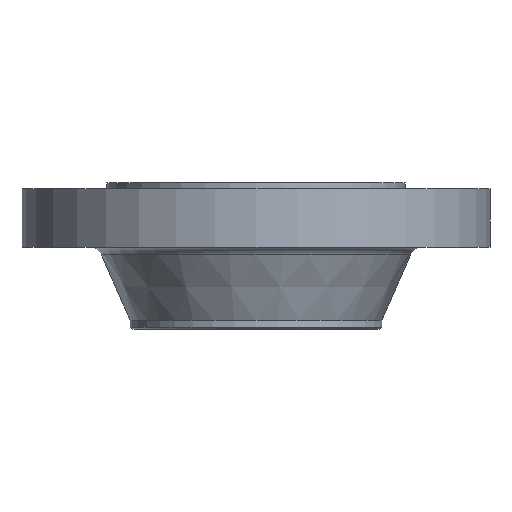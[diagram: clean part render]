
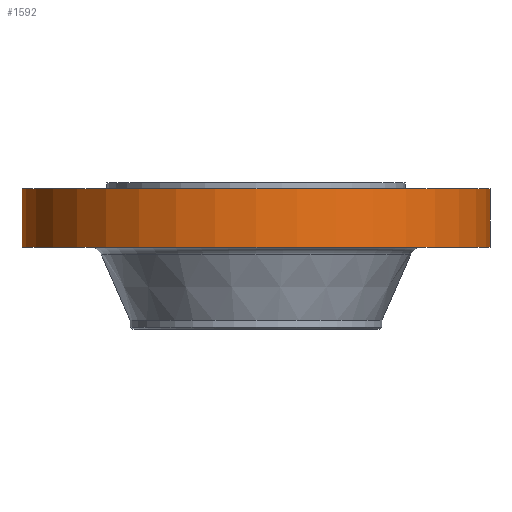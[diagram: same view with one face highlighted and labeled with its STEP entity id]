
A CAD part, front view. The second image highlights one B-rep face of the part: STEP entity #1592.
In plain terms, the highlighted cylindrical face has radius 254 mm (diameter 508 mm), a partial arc.
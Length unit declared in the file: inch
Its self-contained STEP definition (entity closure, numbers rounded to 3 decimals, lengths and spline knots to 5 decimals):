
#1 = CARTESIAN_POINT ( 'NONE',  ( 0., 0., -2.75 ) ) ;
#18 = VECTOR ( 'NONE', #495, 39.37008 ) ;
#72 = VERTEX_POINT ( 'NONE', #1389 ) ;
#139 = VERTEX_POINT ( 'NONE', #1029 ) ;
#156 = ORIENTED_EDGE ( 'NONE', *, *, #1587, .T. ) ;
#255 = AXIS2_PLACEMENT_3D ( 'NONE', #1356, #821, #680 ) ;
#269 = CYLINDRICAL_SURFACE ( 'NONE', #255, 10. ) ;
#273 = ORIENTED_EDGE ( 'NONE', *, *, #696, .F. ) ;
#399 = EDGE_LOOP ( 'NONE', ( #273, #156, #1381, #514 ) ) ;
#495 = DIRECTION ( 'NONE',  ( 0., 0., 1. ) ) ;
#512 = AXIS2_PLACEMENT_3D ( 'NONE', #1, #662, #1193 ) ;
#514 = ORIENTED_EDGE ( 'NONE', *, *, #1089, .F. ) ;
#527 = DIRECTION ( 'NONE',  ( 0., 0., 1. ) ) ;
#536 = FACE_OUTER_BOUND ( 'NONE', #399, .T. ) ;
#616 = CARTESIAN_POINT ( 'NONE',  ( -10., 0., 0. ) ) ;
#662 = DIRECTION ( 'NONE',  ( 0., 0., 1. ) ) ;
#666 = DIRECTION ( 'NONE',  ( 0., 0., 1. ) ) ;
#680 = DIRECTION ( 'NONE',  ( 1., 0., 0. ) ) ;
#690 = LINE ( 'NONE', #970, #984 ) ;
#696 = EDGE_CURVE ( 'NONE', #969, #72, #1557, .T. ) ;
#821 = DIRECTION ( 'NONE',  ( 0., 0., 1. ) ) ;
#969 = VERTEX_POINT ( 'NONE', #1399 ) ;
#970 = CARTESIAN_POINT ( 'NONE',  ( 10., 0., 0. ) ) ;
#984 = VECTOR ( 'NONE', #527, 39.37008 ) ;
#993 = CARTESIAN_POINT ( 'NONE',  ( 10., 0., -0.25 ) ) ;
#1029 = CARTESIAN_POINT ( 'NONE',  ( 10., 0., -2.75 ) ) ;
#1051 = VERTEX_POINT ( 'NONE', #993 ) ;
#1061 = CARTESIAN_POINT ( 'NONE',  ( 0., 0., -0.25 ) ) ;
#1089 = EDGE_CURVE ( 'NONE', #72, #1051, #1624, .T. ) ;
#1090 = AXIS2_PLACEMENT_3D ( 'NONE', #1061, #666, #1347 ) ;
#1193 = DIRECTION ( 'NONE',  ( 1., 0., 0. ) ) ;
#1268 = CIRCLE ( 'NONE', #512, 10. ) ;
#1347 = DIRECTION ( 'NONE',  ( 1., 0., 0. ) ) ;
#1356 = CARTESIAN_POINT ( 'NONE',  ( 0., 0., 0. ) ) ;
#1381 = ORIENTED_EDGE ( 'NONE', *, *, #1534, .T. ) ;
#1389 = CARTESIAN_POINT ( 'NONE',  ( -10., 0., -0.25 ) ) ;
#1399 = CARTESIAN_POINT ( 'NONE',  ( -10., 0., -2.75 ) ) ;
#1534 = EDGE_CURVE ( 'NONE', #139, #1051, #690, .T. ) ;
#1557 = LINE ( 'NONE', #616, #18 ) ;
#1587 = EDGE_CURVE ( 'NONE', #969, #139, #1268, .T. ) ;
#1592 = ADVANCED_FACE ( 'NONE', ( #536 ), #269, .T. ) ;
#1624 = CIRCLE ( 'NONE', #1090, 10. ) ;
